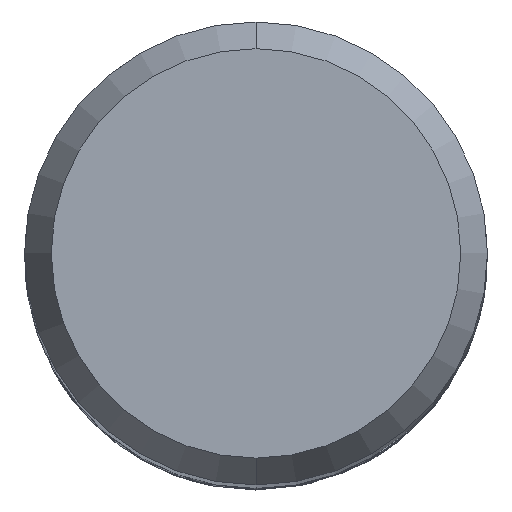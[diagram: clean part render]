
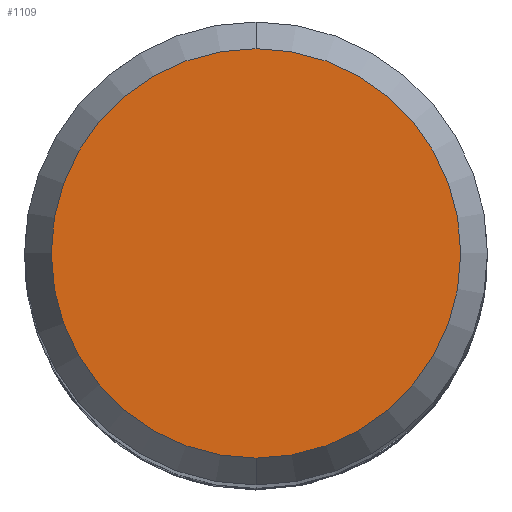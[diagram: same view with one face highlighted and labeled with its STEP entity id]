
A CAD part, top view. The second image highlights one B-rep face of the part: STEP entity #1109.
In plain terms, the highlighted planar face has unit normal (0, 0, 1).
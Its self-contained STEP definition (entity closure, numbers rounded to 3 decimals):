
#923=VERTEX_POINT('',#2141);
#947=VERTEX_POINT('',#2167);
#1109=ADVANCED_FACE('',(#2343),#2344,.T.);
#1129=EDGE_CURVE('',#923,#947,#2364,.T.);
#1175=EDGE_CURVE('',#947,#923,#2411,.T.);
#2141=CARTESIAN_POINT('',(0.,-4.423,0.0));
#2167=CARTESIAN_POINT('',(0.0,4.423,0.0));
#2343=FACE_OUTER_BOUND('',#9428,.T.);
#2344=PLANE('',#9429);
#2364=CIRCLE('',#9469,4.423);
#2411=CIRCLE('',#9721,4.423);
#9428=EDGE_LOOP('',(#17323,#17324));
#9429=AXIS2_PLACEMENT_3D('',#17325,#17326,#17327);
#9469=AXIS2_PLACEMENT_3D('',#17338,#17339,#17340);
#9721=AXIS2_PLACEMENT_3D('',#17361,#17362,#17363);
#17323=ORIENTED_EDGE('',*,*,#1175,.F.);
#17324=ORIENTED_EDGE('',*,*,#1129,.F.);
#17325=CARTESIAN_POINT('',(0.0,2.211,0.0));
#17326=DIRECTION('',(-0.0,0.0,1.0));
#17327=DIRECTION('',(0.0,-1.0,0.0));
#17338=CARTESIAN_POINT('',(0.0,0.0,0.0));
#17339=DIRECTION('',(0.0,0.0,-1.0));
#17340=DIRECTION('',(0.0,1.0,0.0));
#17361=CARTESIAN_POINT('',(0.0,0.0,0.0));
#17362=DIRECTION('',(0.0,0.0,-1.0));
#17363=DIRECTION('',(0.0,1.0,0.0));
